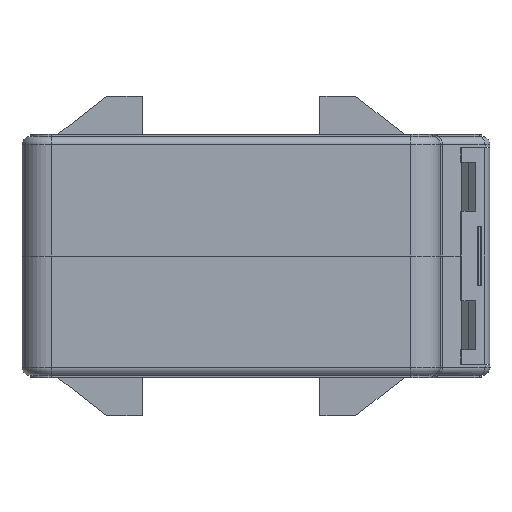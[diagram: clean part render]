
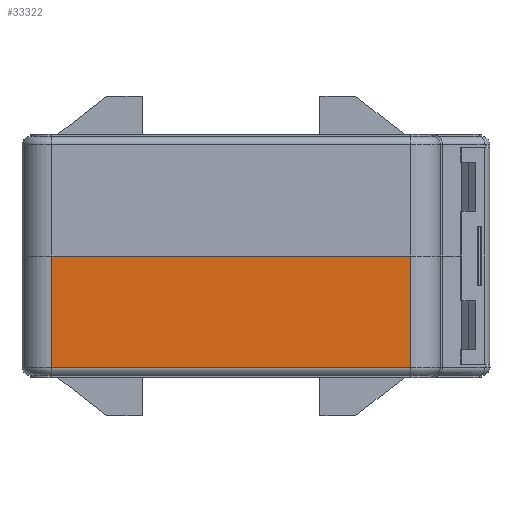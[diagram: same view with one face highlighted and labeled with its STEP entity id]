
A CAD part, front view. The second image highlights one B-rep face of the part: STEP entity #33322.
In plain terms, the highlighted planar face has unit normal (0, -1, 0).
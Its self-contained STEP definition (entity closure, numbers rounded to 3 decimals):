
#366 = DIRECTION ( 'NONE',  ( 0., 0., 1. ) ) ;
#2455 = CARTESIAN_POINT ( 'NONE',  ( 0., -64.5, 2. ) ) ;
#3081 = EDGE_CURVE ( 'NONE', #12977, #37501, #36329, .T. ) ;
#3089 = LINE ( 'NONE', #15554, #36490 ) ;
#4850 = CARTESIAN_POINT ( 'NONE',  ( 42.5, -64.5, 2. ) ) ;
#7869 = VECTOR ( 'NONE', #33262, 1000. ) ;
#8587 = DIRECTION ( 'NONE',  ( 1., 0., 0. ) ) ;
#9926 = LINE ( 'NONE', #34875, #18027 ) ;
#11286 = CARTESIAN_POINT ( 'NONE',  ( 42.5, -64.5, 2. ) ) ;
#12248 = CARTESIAN_POINT ( 'NONE',  ( 0., -64.5, 2. ) ) ;
#12977 = VERTEX_POINT ( 'NONE', #14919 ) ;
#13353 = EDGE_LOOP ( 'NONE', ( #25498, #31752, #26017, #18044 ) ) ;
#14919 = CARTESIAN_POINT ( 'NONE',  ( 42.5, -64.5, 28.3 ) ) ;
#15554 = CARTESIAN_POINT ( 'NONE',  ( -42.5, -64.5, 2. ) ) ;
#15639 = CARTESIAN_POINT ( 'NONE',  ( -42.5, -64.5, 2. ) ) ;
#16108 = PLANE ( 'NONE',  #22945 ) ;
#16647 = CARTESIAN_POINT ( 'NONE',  ( -42.5, -64.5, 28.3 ) ) ;
#17150 = EDGE_CURVE ( 'NONE', #25048, #37501, #33332, .T. ) ;
#18027 = VECTOR ( 'NONE', #38134, 1000. ) ;
#18044 = ORIENTED_EDGE ( 'NONE', *, *, #27108, .F. ) ;
#19826 = EDGE_CURVE ( 'NONE', #32802, #25048, #3089, .T. ) ;
#20890 = DIRECTION ( 'NONE',  ( 0., 0., -1. ) ) ;
#22945 = AXIS2_PLACEMENT_3D ( 'NONE', #12248, #25526, #366 ) ;
#25048 = VERTEX_POINT ( 'NONE', #15639 ) ;
#25498 = ORIENTED_EDGE ( 'NONE', *, *, #19826, .T. ) ;
#25526 = DIRECTION ( 'NONE',  ( 0., 1., 0. ) ) ;
#26017 = ORIENTED_EDGE ( 'NONE', *, *, #3081, .F. ) ;
#27108 = EDGE_CURVE ( 'NONE', #32802, #12977, #9926, .T. ) ;
#28394 = FACE_OUTER_BOUND ( 'NONE', #13353, .T. ) ;
#31752 = ORIENTED_EDGE ( 'NONE', *, *, #17150, .T. ) ;
#32802 = VERTEX_POINT ( 'NONE', #16647 ) ;
#33262 = DIRECTION ( 'NONE',  ( 0., 0., -1. ) ) ;
#33322 = ADVANCED_FACE ( 'NONE', ( #28394 ), #16108, .F. ) ;
#33332 = LINE ( 'NONE', #2455, #34238 ) ;
#34238 = VECTOR ( 'NONE', #8587, 1000. ) ;
#34875 = CARTESIAN_POINT ( 'NONE',  ( 0., -64.5, 28.3 ) ) ;
#36329 = LINE ( 'NONE', #4850, #7869 ) ;
#36490 = VECTOR ( 'NONE', #20890, 1000. ) ;
#37501 = VERTEX_POINT ( 'NONE', #11286 ) ;
#38134 = DIRECTION ( 'NONE',  ( 1., 0., 0. ) ) ;
